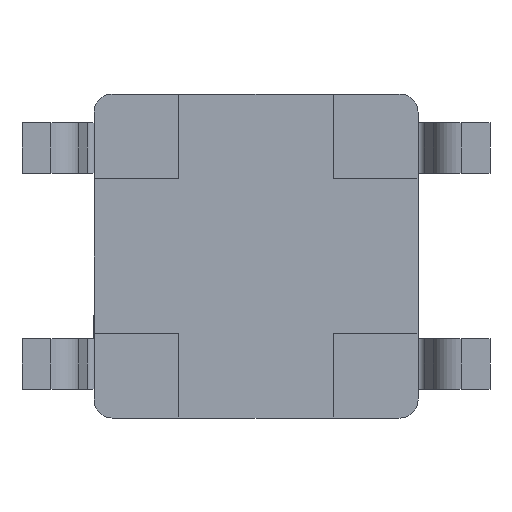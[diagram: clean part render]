
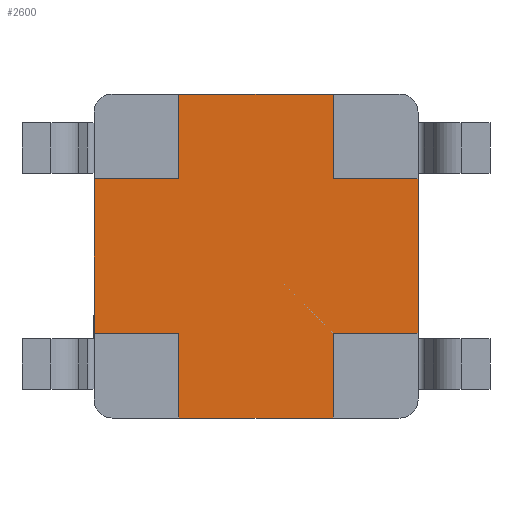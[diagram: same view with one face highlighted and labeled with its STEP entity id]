
A CAD part, front view. The second image highlights one B-rep face of the part: STEP entity #2600.
In plain terms, the highlighted planar face has unit normal (0, -1, 0).
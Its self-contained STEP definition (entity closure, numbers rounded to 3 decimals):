
#11 = CARTESIAN_POINT ( 'NONE',  ( -1.075, -1., 1.075 ) ) ;
#50 = LINE ( 'NONE', #3276, #2400 ) ;
#73 = DIRECTION ( 'NONE',  ( 1., 0., 0. ) ) ;
#153 = VECTOR ( 'NONE', #3236, 1000. ) ;
#202 = VECTOR ( 'NONE', #3743, 1000. ) ;
#228 = DIRECTION ( 'NONE',  ( 1., 0., 0. ) ) ;
#445 = LINE ( 'NONE', #2173, #4094 ) ;
#626 = VERTEX_POINT ( 'NONE', #11 ) ;
#691 = VERTEX_POINT ( 'NONE', #3610 ) ;
#729 = VECTOR ( 'NONE', #4668, 1000. ) ;
#735 = CARTESIAN_POINT ( 'NONE',  ( 0., -1., 2.25 ) ) ;
#756 = VERTEX_POINT ( 'NONE', #1302 ) ;
#772 = ORIENTED_EDGE ( 'NONE', *, *, #2451, .T. ) ;
#860 = EDGE_CURVE ( 'NONE', #4202, #4973, #445, .T. ) ;
#871 = VECTOR ( 'NONE', #228, 1000. ) ;
#926 = ORIENTED_EDGE ( 'NONE', *, *, #4695, .T. ) ;
#960 = EDGE_CURVE ( 'NONE', #756, #2379, #2300, .T. ) ;
#978 = DIRECTION ( 'NONE',  ( 1., 0., 0. ) ) ;
#1001 = ORIENTED_EDGE ( 'NONE', *, *, #4886, .T. ) ;
#1071 = ORIENTED_EDGE ( 'NONE', *, *, #2405, .T. ) ;
#1096 = CARTESIAN_POINT ( 'NONE',  ( -1.075, -1., 2.25 ) ) ;
#1118 = LINE ( 'NONE', #4256, #1656 ) ;
#1164 = CARTESIAN_POINT ( 'NONE',  ( -1.075, -1., 0. ) ) ;
#1177 = ORIENTED_EDGE ( 'NONE', *, *, #2368, .F. ) ;
#1261 = EDGE_CURVE ( 'NONE', #2387, #756, #4664, .T. ) ;
#1302 = CARTESIAN_POINT ( 'NONE',  ( 1.075, -1., 1.075 ) ) ;
#1305 = CARTESIAN_POINT ( 'NONE',  ( 2.25, -1., -1.075 ) ) ;
#1359 = EDGE_LOOP ( 'NONE', ( #3871, #1498, #2319, #2046, #4657, #1071, #1001, #1177, #926, #772, #3275, #4496 ) ) ;
#1498 = ORIENTED_EDGE ( 'NONE', *, *, #860, .T. ) ;
#1656 = VECTOR ( 'NONE', #1938, 1000. ) ;
#1759 = PLANE ( 'NONE',  #2236 ) ;
#1805 = VECTOR ( 'NONE', #4623, 1000. ) ;
#1833 = CARTESIAN_POINT ( 'NONE',  ( 1.075, -1., -1.075 ) ) ;
#1891 = CARTESIAN_POINT ( 'NONE',  ( -1.075, -1., 0. ) ) ;
#1938 = DIRECTION ( 'NONE',  ( 0., 0., 1. ) ) ;
#1940 = EDGE_CURVE ( 'NONE', #4973, #2379, #1118, .T. ) ;
#1957 = LINE ( 'NONE', #3615, #153 ) ;
#2002 = VERTEX_POINT ( 'NONE', #4654 ) ;
#2046 = ORIENTED_EDGE ( 'NONE', *, *, #960, .F. ) ;
#2081 = CARTESIAN_POINT ( 'NONE',  ( -2.25, -1., -1.075 ) ) ;
#2173 = CARTESIAN_POINT ( 'NONE',  ( 0., -1., -1.075 ) ) ;
#2184 = EDGE_CURVE ( 'NONE', #4506, #691, #4081, .T. ) ;
#2187 = CARTESIAN_POINT ( 'NONE',  ( 0., -1., 1.075 ) ) ;
#2233 = LINE ( 'NONE', #735, #3552 ) ;
#2236 = AXIS2_PLACEMENT_3D ( 'NONE', #4479, #3327, #2945 ) ;
#2300 = LINE ( 'NONE', #2187, #871 ) ;
#2319 = ORIENTED_EDGE ( 'NONE', *, *, #1940, .T. ) ;
#2368 = EDGE_CURVE ( 'NONE', #4575, #626, #3970, .T. ) ;
#2379 = VERTEX_POINT ( 'NONE', #5006 ) ;
#2387 = VERTEX_POINT ( 'NONE', #2667 ) ;
#2400 = VECTOR ( 'NONE', #2918, 1000. ) ;
#2405 = EDGE_CURVE ( 'NONE', #2387, #2672, #2233, .T. ) ;
#2451 = EDGE_CURVE ( 'NONE', #4446, #4506, #3715, .T. ) ;
#2600 = ADVANCED_FACE ( 'NONE', ( #5021 ), #1759, .T. ) ;
#2667 = CARTESIAN_POINT ( 'NONE',  ( 1.075, -1., 2.25 ) ) ;
#2672 = VERTEX_POINT ( 'NONE', #1096 ) ;
#2686 = CARTESIAN_POINT ( 'NONE',  ( 0., -1., 1.075 ) ) ;
#2722 = VECTOR ( 'NONE', #73, 1000. ) ;
#2918 = DIRECTION ( 'NONE',  ( 1., 0., 0. ) ) ;
#2945 = DIRECTION ( 'NONE',  ( 0., 0., -1. ) ) ;
#3187 = EDGE_CURVE ( 'NONE', #691, #2002, #50, .T. ) ;
#3200 = CARTESIAN_POINT ( 'NONE',  ( 0., -1., -1.075 ) ) ;
#3236 = DIRECTION ( 'NONE',  ( 0., 0., -1. ) ) ;
#3275 = ORIENTED_EDGE ( 'NONE', *, *, #2184, .T. ) ;
#3276 = CARTESIAN_POINT ( 'NONE',  ( 0., -1., -2.25 ) ) ;
#3327 = DIRECTION ( 'NONE',  ( 0., -1., 0. ) ) ;
#3462 = LINE ( 'NONE', #1891, #4478 ) ;
#3552 = VECTOR ( 'NONE', #4678, 1000. ) ;
#3610 = CARTESIAN_POINT ( 'NONE',  ( -1.075, -1., -2.25 ) ) ;
#3615 = CARTESIAN_POINT ( 'NONE',  ( 1.075, -1., 0. ) ) ;
#3715 = LINE ( 'NONE', #3200, #2722 ) ;
#3743 = DIRECTION ( 'NONE',  ( 0., 0., -1. ) ) ;
#3807 = LINE ( 'NONE', #3814, #1805 ) ;
#3814 = CARTESIAN_POINT ( 'NONE',  ( -2.25, -1., 0. ) ) ;
#3871 = ORIENTED_EDGE ( 'NONE', *, *, #4535, .F. ) ;
#3970 = LINE ( 'NONE', #2686, #4715 ) ;
#3987 = CARTESIAN_POINT ( 'NONE',  ( -1.075, -1., -1.075 ) ) ;
#4081 = LINE ( 'NONE', #1164, #729 ) ;
#4094 = VECTOR ( 'NONE', #978, 1000. ) ;
#4202 = VERTEX_POINT ( 'NONE', #1833 ) ;
#4256 = CARTESIAN_POINT ( 'NONE',  ( 2.25, -1., 0. ) ) ;
#4446 = VERTEX_POINT ( 'NONE', #2081 ) ;
#4468 = CARTESIAN_POINT ( 'NONE',  ( 1.075, -1., 0. ) ) ;
#4478 = VECTOR ( 'NONE', #4610, 1000. ) ;
#4479 = CARTESIAN_POINT ( 'NONE',  ( 0., -1., 0. ) ) ;
#4480 = CARTESIAN_POINT ( 'NONE',  ( -2.25, -1., 1.075 ) ) ;
#4496 = ORIENTED_EDGE ( 'NONE', *, *, #3187, .T. ) ;
#4506 = VERTEX_POINT ( 'NONE', #3987 ) ;
#4535 = EDGE_CURVE ( 'NONE', #4202, #2002, #1957, .T. ) ;
#4575 = VERTEX_POINT ( 'NONE', #4480 ) ;
#4610 = DIRECTION ( 'NONE',  ( 0., 0., -1. ) ) ;
#4623 = DIRECTION ( 'NONE',  ( 0., 0., -1. ) ) ;
#4654 = CARTESIAN_POINT ( 'NONE',  ( 1.075, -1., -2.25 ) ) ;
#4657 = ORIENTED_EDGE ( 'NONE', *, *, #1261, .F. ) ;
#4664 = LINE ( 'NONE', #4468, #202 ) ;
#4668 = DIRECTION ( 'NONE',  ( 0., 0., -1. ) ) ;
#4678 = DIRECTION ( 'NONE',  ( -1., 0., 0. ) ) ;
#4695 = EDGE_CURVE ( 'NONE', #4575, #4446, #3807, .T. ) ;
#4715 = VECTOR ( 'NONE', #4946, 1000. ) ;
#4886 = EDGE_CURVE ( 'NONE', #2672, #626, #3462, .T. ) ;
#4946 = DIRECTION ( 'NONE',  ( 1., 0., 0. ) ) ;
#4973 = VERTEX_POINT ( 'NONE', #1305 ) ;
#5006 = CARTESIAN_POINT ( 'NONE',  ( 2.25, -1., 1.075 ) ) ;
#5021 = FACE_OUTER_BOUND ( 'NONE', #1359, .T. ) ;
